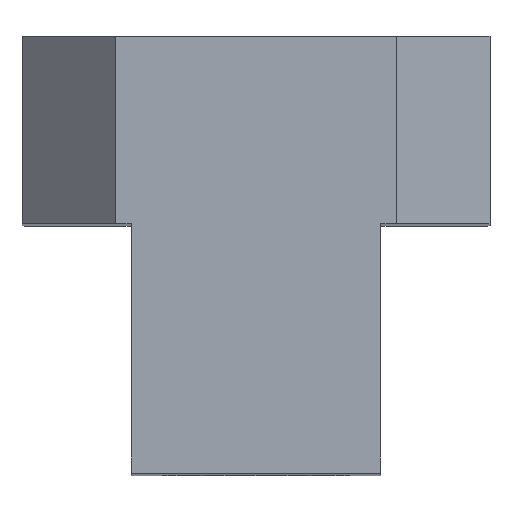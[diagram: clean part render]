
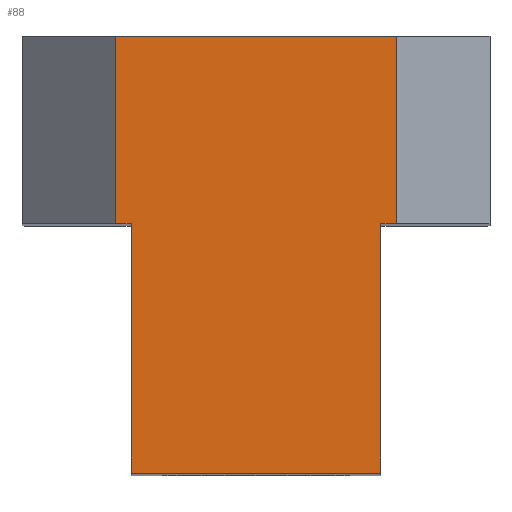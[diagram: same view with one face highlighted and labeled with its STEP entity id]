
A CAD part, top view. The second image highlights one B-rep face of the part: STEP entity #88.
In plain terms, the highlighted planar face has unit normal (0, 0, 1).
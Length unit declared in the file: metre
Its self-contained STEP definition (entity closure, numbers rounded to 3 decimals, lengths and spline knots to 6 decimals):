
#88=ADVANCED_FACE('0:6942',(#153),#154,.T.);
#153=FACE_OUTER_BOUND('',#223,.T.);
#154=PLANE('',#224);
#223=EDGE_LOOP('',(#461,#462,#463,#464,#465,#466,#467,#468));
#224=AXIS2_PLACEMENT_3D('',#469,#470,#471);
#461=ORIENTED_EDGE('',*,*,#587,.F.);
#462=ORIENTED_EDGE('',*,*,#582,.F.);
#463=ORIENTED_EDGE('',*,*,#588,.F.);
#464=ORIENTED_EDGE('',*,*,#571,.F.);
#465=ORIENTED_EDGE('',*,*,#589,.F.);
#466=ORIENTED_EDGE('',*,*,#566,.F.);
#467=ORIENTED_EDGE('',*,*,#590,.F.);
#468=ORIENTED_EDGE('',*,*,#540,.F.);
#469=CARTESIAN_POINT('',(0.0,0.0,0.05));
#470=DIRECTION('',(0.0,0.0,1.0));
#471=DIRECTION('',(1.0,0.0,0.0));
#540=EDGE_CURVE('0:6978',#655,#657,#658,.T.);
#566=EDGE_CURVE('0:6996',#696,#698,#699,.T.);
#571=EDGE_CURVE('0:7014',#706,#707,#708,.T.);
#582=EDGE_CURVE('0:6960',#724,#726,#727,.T.);
#587=EDGE_CURVE('0:7824',#726,#655,#732,.T.);
#588=EDGE_CURVE('0:6948',#707,#724,#733,.T.);
#589=EDGE_CURVE('0:7005',#698,#706,#734,.T.);
#590=EDGE_CURVE('0:7483',#657,#696,#735,.T.);
#655=VERTEX_POINT('',#818);
#657=VERTEX_POINT('',#821);
#658=LINE('',#822,#823);
#696=VERTEX_POINT('',#878);
#698=VERTEX_POINT('',#881);
#699=LINE('',#882,#883);
#706=VERTEX_POINT('',#894);
#707=VERTEX_POINT('',#895);
#708=LINE('',#896,#897);
#724=VERTEX_POINT('',#922);
#726=VERTEX_POINT('',#925);
#727=LINE('',#926,#927);
#732=LINE('',#936,#937);
#733=LINE('',#938,#939);
#734=LINE('',#940,#941);
#735=LINE('',#942,#943);
#818=CARTESIAN_POINT('',(-0.0045,0.014,0.05));
#821=CARTESIAN_POINT('',(0.0045,0.014,0.05));
#822=CARTESIAN_POINT('',(0.0075,0.014,0.05));
#823=VECTOR('',#1019,1.0);
#878=CARTESIAN_POINT('',(0.0045,0.008,0.05));
#881=CARTESIAN_POINT('',(0.004,0.008,0.05));
#882=CARTESIAN_POINT('',(0.004,0.008,0.05));
#883=VECTOR('',#1059,1.0);
#894=CARTESIAN_POINT('',(0.004,0.,0.05));
#895=CARTESIAN_POINT('',(-0.004,0.,0.05));
#896=CARTESIAN_POINT('',(0.0,0.0,0.05));
#897=VECTOR('',#1064,1.0);
#922=CARTESIAN_POINT('',(-0.004,0.008,0.05));
#925=CARTESIAN_POINT('',(-0.0045,0.008,0.05));
#926=CARTESIAN_POINT('',(-0.004,0.008,0.05));
#927=VECTOR('',#1075,1.0);
#936=CARTESIAN_POINT('',(-0.0045,0.0055,0.05));
#937=VECTOR('',#1080,1.0);
#938=CARTESIAN_POINT('',(-0.004,0.,0.05));
#939=VECTOR('',#1081,1.0);
#940=CARTESIAN_POINT('',(0.004,0.,0.05));
#941=VECTOR('',#1082,1.0);
#942=CARTESIAN_POINT('',(0.0045,0.0055,0.05));
#943=VECTOR('',#1083,1.0);
#1019=DIRECTION('',(1.0,0.,0.0));
#1059=DIRECTION('',(-1.0,0.,0.0));
#1064=DIRECTION('',(-1.0,0.,0.0));
#1075=DIRECTION('',(-1.0,0.,0.0));
#1080=DIRECTION('',(-0.0,1.0,-0.0));
#1081=DIRECTION('',(0.0,1.0,0.0));
#1082=DIRECTION('',(0.,-1.0,0.0));
#1083=DIRECTION('',(-0.0,-1.0,-0.0));
